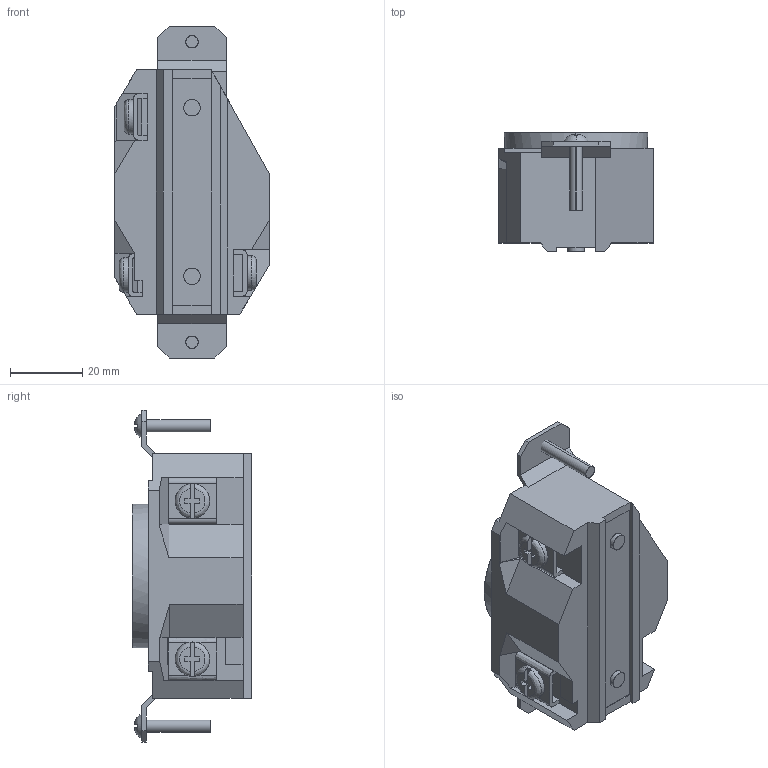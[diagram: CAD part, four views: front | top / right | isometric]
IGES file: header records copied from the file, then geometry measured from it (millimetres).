
Start section: SolidWorks IGES file using analytic representation for surfaces
Global section: file name: 88031081.IGS; native system: SolidWorks 2009; preprocessor: SolidWorks 2009; author: rmarsh; date: 100115.085135; units: inch
Bounding box: 42.8 x 33.16 x 92.08 mm (x, y, z)
Surface area: 19332.2 mm2 (no closed solid volume)
Topology: 0 solids, 0 shells, 330 faces, 3132 edges, 3132 vertices
Faces by surface type: bspline 254, revolution 76
